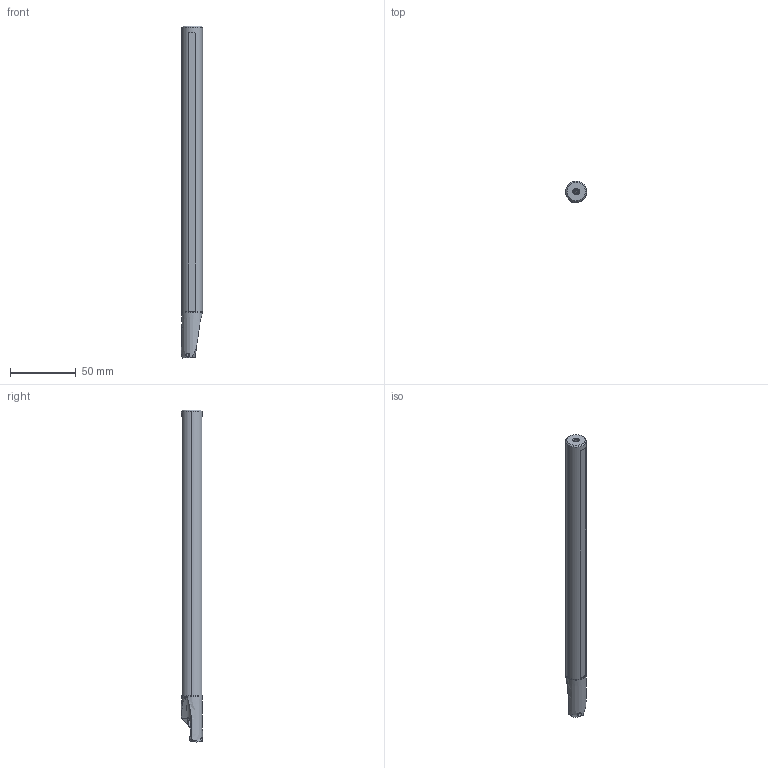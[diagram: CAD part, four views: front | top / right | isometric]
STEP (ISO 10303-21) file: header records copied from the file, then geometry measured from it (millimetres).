
FILE_DESCRIPTION(/* description */ (''),/* implementation_level */ '2;1');
FILE_NAME(/* name */ 'S-FSTUPR-102-C.stp',/* time_stamp */ '2021-11-11T11:27:07+09:00',/* author */ (''),/* organization */ (''),/* preprocessor_version */ 'ST-DEVELOPER v16',/* originating_system */ 'SIEMENS PLM Software NX 10.0',/* authorisation */ '');
FILE_SCHEMA (('AUTOMOTIVE_DESIGN { 1 0 10303 214 3 1 1 1 }'));
Length unit declared in the file: millimetre
Products named in the file (1): S-FSTUPR-102-C_ASM
Bounding box: 16.16 x 16.29 x 253.42 mm (x, y, z)
Volume: 43671.3 mm3; surface area: 15738.8 mm2
Topology: 2 solids, 2 shells, 102 faces, 279 edges, 182 vertices
Faces by surface type: cylinder 40, plane 34, cone 16, sphere 7, torus 5
Entity records: 4373 total; most frequent: CARTESIAN_POINT 1752, ORIENTED_EDGE 550, DIRECTION 517, EDGE_CURVE 275, AXIS2_PLACEMENT_3D 210, VERTEX_POINT 179, EDGE_LOOP 108, ADVANCED_FACE 102
